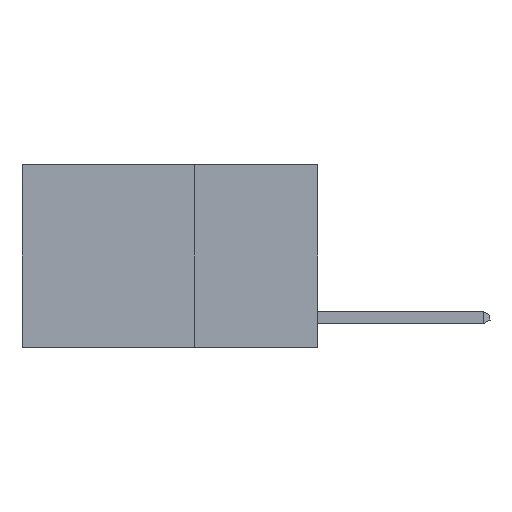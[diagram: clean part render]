
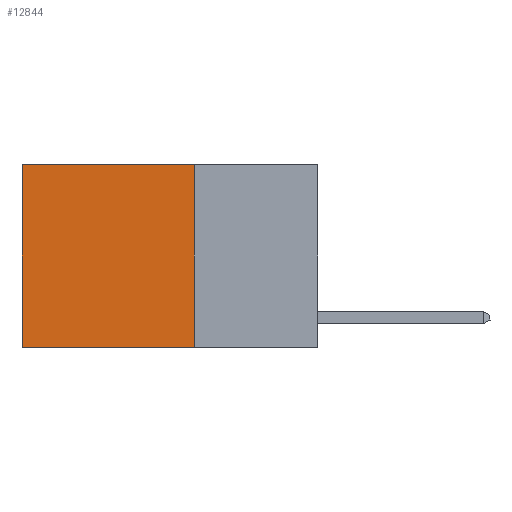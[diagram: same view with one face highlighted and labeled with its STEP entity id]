
A CAD part, left-side view. The second image highlights one B-rep face of the part: STEP entity #12844.
In plain terms, the highlighted planar face has unit normal (-1, 0, 0).
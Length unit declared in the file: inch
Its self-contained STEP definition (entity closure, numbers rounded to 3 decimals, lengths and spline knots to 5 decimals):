
#269 = CARTESIAN_POINT ( 'NONE',  ( 0.2625, 0.25, 0. ) ) ;
#867 = VERTEX_POINT ( 'NONE', #1028 ) ;
#925 = VECTOR ( 'NONE', #19105, 39.37008 ) ;
#1028 = CARTESIAN_POINT ( 'NONE',  ( 0.2625, 0.25, 0. ) ) ;
#2789 = DIRECTION ( 'NONE',  ( 0., 1., 0. ) ) ;
#2996 = EDGE_LOOP ( 'NONE', ( #13456, #15429, #12464, #17679 ) ) ;
#4478 = VERTEX_POINT ( 'NONE', #6703 ) ;
#5419 = CARTESIAN_POINT ( 'NONE',  ( 0.2625, 0.6, -0.37 ) ) ;
#5625 = CARTESIAN_POINT ( 'NONE',  ( 0.2625, 0.25, -0.37 ) ) ;
#6703 = CARTESIAN_POINT ( 'NONE',  ( 0.2625, 0.6, 0. ) ) ;
#7310 = DIRECTION ( 'NONE',  ( 0., 0., -1. ) ) ;
#7799 = EDGE_CURVE ( 'NONE', #867, #10238, #15001, .T. ) ;
#7841 = LINE ( 'NONE', #15114, #21702 ) ;
#9400 = FACE_OUTER_BOUND ( 'NONE', #2996, .T. ) ;
#10238 = VERTEX_POINT ( 'NONE', #5625 ) ;
#10705 = VECTOR ( 'NONE', #13296, 39.37008 ) ;
#11521 = CARTESIAN_POINT ( 'NONE',  ( 0.2625, 0.6, 0. ) ) ;
#12232 = VECTOR ( 'NONE', #21255, 39.37008 ) ;
#12464 = ORIENTED_EDGE ( 'NONE', *, *, #7799, .F. ) ;
#12844 = ADVANCED_FACE ( 'NONE', ( #9400 ), #14325, .F. ) ;
#13296 = DIRECTION ( 'NONE',  ( 0., 0., -1. ) ) ;
#13456 = ORIENTED_EDGE ( 'NONE', *, *, #14280, .T. ) ;
#14280 = EDGE_CURVE ( 'NONE', #4478, #22181, #15379, .T. ) ;
#14325 = PLANE ( 'NONE',  #18364 ) ;
#15001 = LINE ( 'NONE', #17381, #925 ) ;
#15114 = CARTESIAN_POINT ( 'NONE',  ( 0.2625, 0.25, -0.37 ) ) ;
#15379 = LINE ( 'NONE', #11521, #10705 ) ;
#15429 = ORIENTED_EDGE ( 'NONE', *, *, #18583, .F. ) ;
#16102 = CARTESIAN_POINT ( 'NONE',  ( 0.2625, 0.25, 0. ) ) ;
#16863 = LINE ( 'NONE', #269, #12232 ) ;
#17381 = CARTESIAN_POINT ( 'NONE',  ( 0.2625, 0.25, 0. ) ) ;
#17679 = ORIENTED_EDGE ( 'NONE', *, *, #20309, .T. ) ;
#17778 = DIRECTION ( 'NONE',  ( 1., 0., 0. ) ) ;
#18364 = AXIS2_PLACEMENT_3D ( 'NONE', #16102, #17778, #7310 ) ;
#18583 = EDGE_CURVE ( 'NONE', #10238, #22181, #7841, .T. ) ;
#19105 = DIRECTION ( 'NONE',  ( 0., 0., -1. ) ) ;
#20309 = EDGE_CURVE ( 'NONE', #867, #4478, #16863, .T. ) ;
#21255 = DIRECTION ( 'NONE',  ( 0., 1., 0. ) ) ;
#21702 = VECTOR ( 'NONE', #2789, 39.37008 ) ;
#22181 = VERTEX_POINT ( 'NONE', #5419 ) ;
